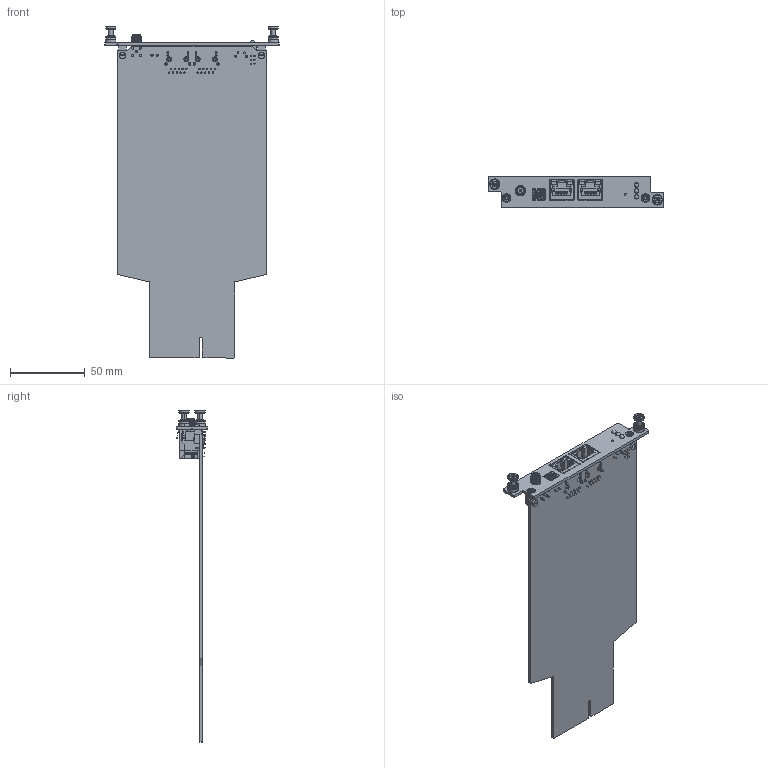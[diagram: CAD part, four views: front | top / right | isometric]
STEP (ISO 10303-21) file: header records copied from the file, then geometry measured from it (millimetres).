
FILE_DESCRIPTION(('FreeCAD Model'),'2;1');
FILE_NAME('Open CASCADE Shape Model','2024-04-15T16:20:14',(''),(''), 'Open CASCADE STEP processor 7.6','FreeCAD','Unknown');
FILE_SCHEMA(('AUTOMOTIVE_DESIGN { 1 0 10303 214 1 1 1 1 }'));
Length unit declared in the file: millimetre
Products named in the file (78): BL8702G1100_v0100; PCB001; Board001; ME106; SC01025052; ME101; 6468379712; Extruded; 6468379904; Extruded114; ME100; 6468379712001; Extruded115; 6468379904001; Extruded116; A600001; c-1825027-2-g-3d001; LED600001; 6468380096; Extruded117; 6468380288; Extruded118; 6468380288001; Extruded119; 6468380288002; Extruded120; 6468380288003; Extruded121; 6468380288004; Extruded122; 6468380288005; Extruded123; 6468380480; Extruded124; 6468380672; Sphere003; 6468381056; Cylinder; 6468381440; Cylinder005 ...
Assembly tree (77 placements, depth 5):
  BL8702G1100_v0100
    PCB001
      Board001
      ME106
        SC01025052
      ME101
        6468379712
          Extruded
        6468379904
          Extruded114
      ME100
        6468379712001
          Extruded115
        6468379904001
          Extruded116
      A600001
        c-1825027-2-g-3d001
      LED600001
        6468380096
          Extruded117
        6468380288
          Extruded118
        6468380288001
          Extruded119
        6468380288002
          Extruded120
        6468380288003
          Extruded121
        6468380288004
          Extruded122
        6468380288005
          Extruded123
        6468380480
          Extruded124
        6468380672
          Sphere003
        6468381056
          Cylinder
        6468381440
          Cylinder005
        6468381824
          Sphere004
        6468382208
          Sphere005
        6468382592
          Cylinder006
      X700001
        7499111447_Download_STP_7499111447_rev1_(2)002
          insulator002
          shielding002
      X701001
        CUI_DEVICES_TBP03R1-350-02BE001
      X702001
        7499111447_Download_STP_7499111447_rev1_(2)003
          insulator003
          shielding003
      ME108
        US200250
      ME107
        US200251
Bounding box: 117 x 21 x 222.13 mm (x, y, z)
Volume: 40797.2 mm3; surface area: 56973.8 mm2
Topology: 37 solids, 39 shells, 2594 faces, 6733 edges, 4324 vertices
Faces by surface type: plane 1631, cylinder 676, bspline 126, cone 92, torus 30, extrusion 28, sphere 11
Full cylindrical faces by diameter (mm): 0.195 x2, 0.8 x6, 0.9 x20, 1 x2, 1.02 x8, 1.3 x2, 1.4 x2, 1.5 x1, 1.54 x5, 1.7 x4, 2.224 x4, 2.5 x4, 2.6 x2, 2.7 x2, 2.9 x5, 3.1 x3, 3.25 x4, 4.7 x2, 5.7 x2, 7 x1
Entity records: 215598 total; most frequent: CARTESIAN_POINT 77767, DIRECTION 23432, VECTOR 15166, LINE 15138, ORIENTED_EDGE 13404, PCURVE 13404, DEFINITIONAL_REPRESENTATION 13404, EDGE_CURVE 6702
